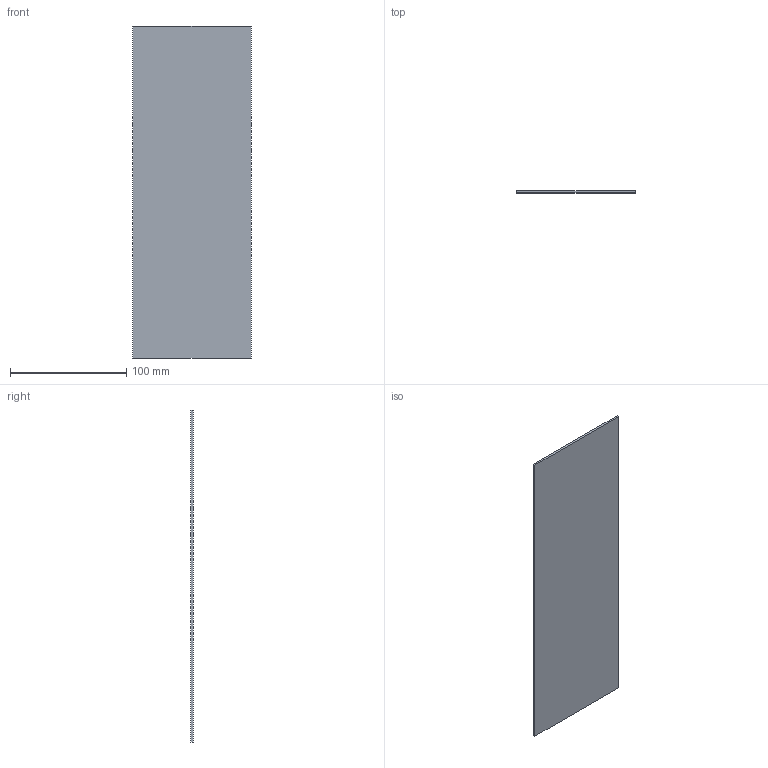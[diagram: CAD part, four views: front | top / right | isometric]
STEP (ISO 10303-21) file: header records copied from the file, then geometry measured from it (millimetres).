
FILE_DESCRIPTION(('FreeCAD Model'),'2;1');
FILE_NAME('Open CASCADE Shape Model','2023-04-05T09:31:14',(''),(''), 'Open CASCADE STEP processor 7.6','FreeCAD','Unknown');
FILE_SCHEMA(('AUTOMOTIVE_DESIGN { 1 0 10303 214 1 1 1 1 }'));
Length unit declared in the file: millimetre
Products named in the file (4): Unnamed; Sketch; Body; Pad
Assembly tree (3 placements, depth 2):
  Unnamed
    Sketch
    Body
    Pad
Bounding box: 101.8 x 2 x 285 mm (x, y, z)
Surface area: 119146.4 mm2
Topology: 2 solids, 2 shells, 12 faces, 28 edges, 24 vertices
Faces by surface type: plane 12
Entity records: 431 total; most frequent: CARTESIAN_POINT 68, DIRECTION 60, ORIENTED_EDGE 48, LINE 28, VECTOR 28, EDGE_CURVE 24, AXIS2_PLACEMENT_3D 16, VERTEX_POINT 16
